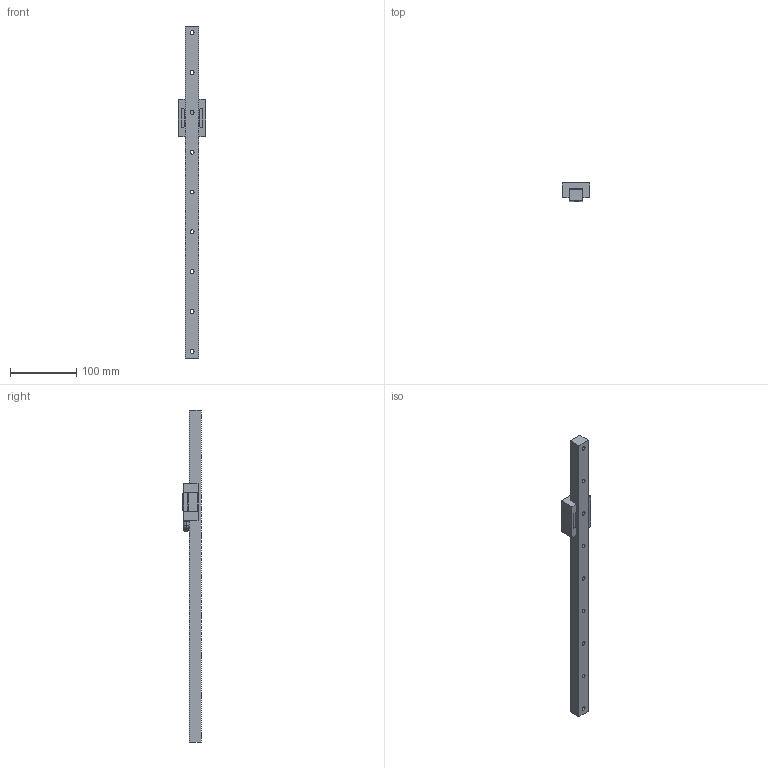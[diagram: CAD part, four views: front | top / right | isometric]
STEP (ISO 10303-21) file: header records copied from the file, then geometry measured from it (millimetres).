
FILE_DESCRIPTION((''),'2;1');
FILE_NAME('BRS20-SU_MISUMI_ASM','2013-03-29T',('SM6131'),(''),'PRO/ENGINEER BY PARAMETRIC TECHNOLOGY CORPORATION, 2009460','PRO/ENGINEER BY PARAMETRIC TECHNOLOGY CORPORATION, 2009460','');
FILE_SCHEMA(('CONFIG_CONTROL_DESIGN'));
Length unit declared in the file: millimetre
Products named in the file (5): BRR20_MISUMI_INST; BRC20-SU; VN-SB-M6-06-01; BRC20-SU_7_ASM; BRS20-SU_MISUMI_ASM
Assembly tree (4 placements, depth 3):
  BRS20-SU_MISUMI_ASM
    BRR20_MISUMI_INST
    BRC20-SU_7_ASM
      BRC20-SU
      VN-SB-M6-06-01
Bounding box: 41.95 x 28.2 x 500 mm (x, y, z)
Volume: 206202.4 mm3; surface area: 55363.4 mm2
Topology: 3 solids, 9 shells, 200 faces, 490 edges, 314 vertices
Faces by surface type: plane 92, cylinder 73, bspline 14, cone 13, sphere 4, torus 4
Entity records: 7434 total; most frequent: CARTESIAN_POINT 2596, DIRECTION 990, ORIENTED_EDGE 956, EDGE_CURVE 482, AXIS2_PLACEMENT_3D 366, VERTEX_POINT 314, VECTOR 258, LINE 258
